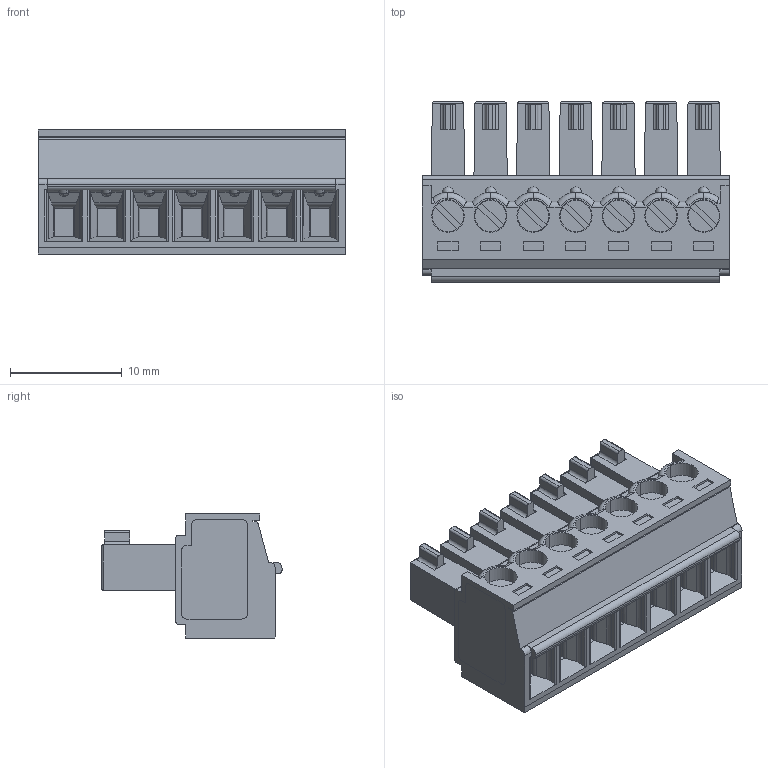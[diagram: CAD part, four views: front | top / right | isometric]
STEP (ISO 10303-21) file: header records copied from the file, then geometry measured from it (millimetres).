
FILE_DESCRIPTION(('STEP AP203'),'1');
FILE_NAME('1803620.stp','2024-09-03T06:02:23',('TraceParts'),('TraceParts S.A.'),'Spatial InterOp 3D',' ',' ');
FILE_SCHEMA(('CONFIG_CONTROL_DESIGN'));
Length unit declared in the file: millimetre
Products named in the file (1): 1
Bounding box: 27.49 x 16.1 x 11.1 mm (x, y, z)
Volume: 2355 mm3; surface area: 4871.2 mm2
Topology: 22 solids, 22 shells, 1155 faces, 3061 edges, 1968 vertices
Faces by surface type: plane 708, cylinder 356, cone 42, torus 28, sphere 21
Entity records: 39414 total; most frequent: CARTESIAN_POINT 10114, DIRECTION 6139, ORIENTED_EDGE 6066, EDGE_CURVE 3033, LINE 2071, VECTOR 2071, AXIS2_PLACEMENT_3D 2034, VERTEX_POINT 1968
